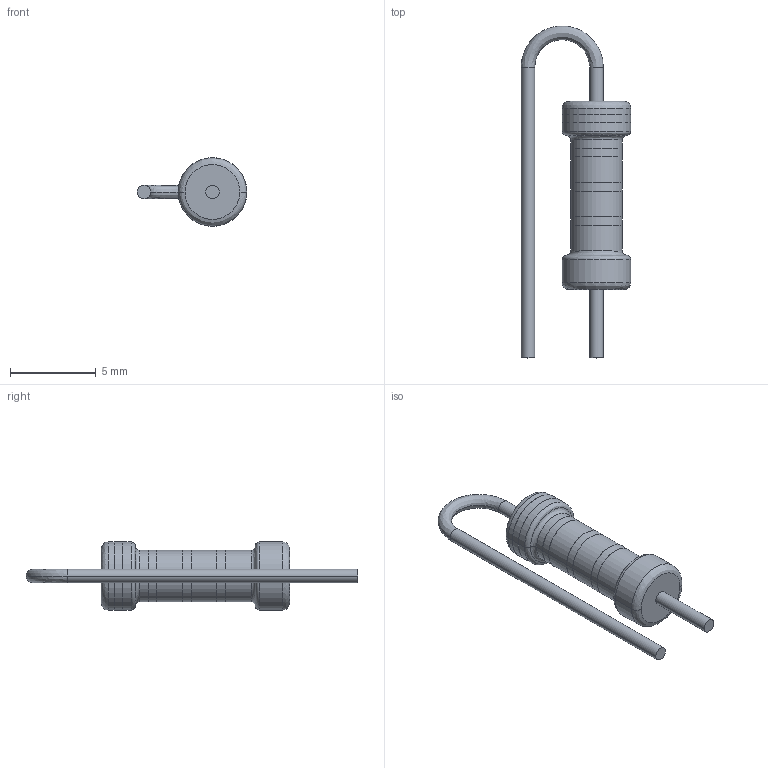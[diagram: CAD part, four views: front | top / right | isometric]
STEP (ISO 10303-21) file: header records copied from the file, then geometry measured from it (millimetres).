
FILE_DESCRIPTION (( 'STEP AP214' ), '1' );
FILE_NAME ('User Library-Resistor KNP-100.STEP', '2018-05-09T07:36:46', ( '' ), ( '' ), 'SwSTEP 2.0', 'SolidWorks 2018', '' );
FILE_SCHEMA (( 'AUTOMOTIVE_DESIGN' ));
Length unit declared in the file: millimetre
Products named in the file (1): User Library-Resistor KNP-100
Bounding box: 6.41 x 19.4 x 4.02 mm (x, y, z)
Volume: 113.8 mm3; surface area: 217.7 mm2
Topology: 1 solids, 1 shells, 54 faces, 106 edges, 64 vertices
Faces by surface type: cylinder 28, bspline 14, plane 12
Entity records: 1943 total; most frequent: CARTESIAN_POINT 510, DIRECTION 258, ORIENTED_EDGE 212, AXIS2_PLACEMENT_3D 115, EDGE_CURVE 106, CIRCLE 74, EDGE_LOOP 64, VERTEX_POINT 64
